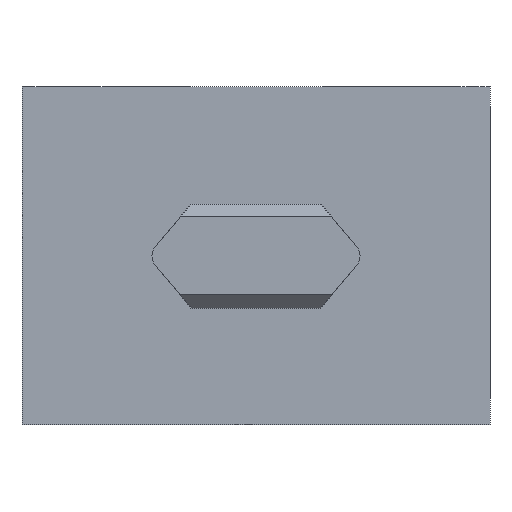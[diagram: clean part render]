
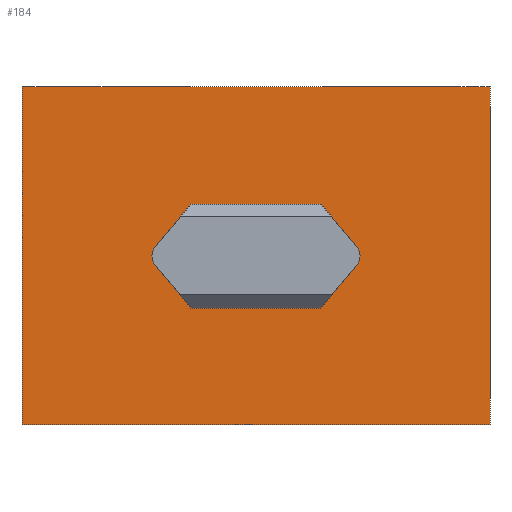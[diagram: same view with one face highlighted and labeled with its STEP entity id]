
A CAD part, front view. The second image highlights one B-rep face of the part: STEP entity #184.
In plain terms, the highlighted planar face has unit normal (0, -1, 0).
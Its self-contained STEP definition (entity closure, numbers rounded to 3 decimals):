
#184=ADVANCED_FACE('',(#243,#244),#245,.F.);
#243=FACE_OUTER_BOUND('',#370,.T.);
#244=FACE_BOUND('',#371,.T.);
#245=PLANE('',#372);
#370=EDGE_LOOP('',(#508,#509,#510,#511));
#371=EDGE_LOOP('',(#512,#513,#514,#515,#516,#517,#518,#519));
#372=AXIS2_PLACEMENT_3D('',#520,#521,#522);
#508=ORIENTED_EDGE('',*,*,#940,.T.);
#509=ORIENTED_EDGE('',*,*,#931,.F.);
#510=ORIENTED_EDGE('',*,*,#941,.F.);
#511=ORIENTED_EDGE('',*,*,#942,.T.);
#512=ORIENTED_EDGE('',*,*,#943,.T.);
#513=ORIENTED_EDGE('',*,*,#944,.T.);
#514=ORIENTED_EDGE('',*,*,#945,.T.);
#515=ORIENTED_EDGE('',*,*,#946,.T.);
#516=ORIENTED_EDGE('',*,*,#947,.T.);
#517=ORIENTED_EDGE('',*,*,#948,.T.);
#518=ORIENTED_EDGE('',*,*,#949,.T.);
#519=ORIENTED_EDGE('',*,*,#950,.T.);
#520=CARTESIAN_POINT('',(-18.0,0.0,13.0));
#521=DIRECTION('',(-0.0,1.0,0.0));
#522=DIRECTION('',(1.0,0.0,0.0));
#931=EDGE_CURVE('',#1068,#1063,#1070,.T.);
#940=EDGE_CURVE('',#1087,#1063,#1088,.T.);
#941=EDGE_CURVE('',#1089,#1068,#1090,.T.);
#942=EDGE_CURVE('',#1089,#1087,#1091,.T.);
#943=EDGE_CURVE('',#1092,#1093,#1094,.T.);
#944=EDGE_CURVE('',#1093,#1095,#1096,.T.);
#945=EDGE_CURVE('',#1095,#1097,#1098,.T.);
#946=EDGE_CURVE('',#1097,#1099,#1100,.T.);
#947=EDGE_CURVE('',#1099,#1101,#1102,.T.);
#948=EDGE_CURVE('',#1101,#1103,#1104,.T.);
#949=EDGE_CURVE('',#1103,#1105,#1106,.T.);
#950=EDGE_CURVE('',#1105,#1092,#1107,.T.);
#1063=VERTEX_POINT('',#1291);
#1068=VERTEX_POINT('',#1298);
#1070=LINE('',#1301,#1302);
#1087=VERTEX_POINT('',#1327);
#1088=LINE('',#1328,#1329);
#1089=VERTEX_POINT('',#1330);
#1090=LINE('',#1331,#1332);
#1091=LINE('',#1333,#1334);
#1092=VERTEX_POINT('',#1335);
#1093=VERTEX_POINT('',#1336);
#1094=CIRCLE('',#1337,4.0);
#1095=VERTEX_POINT('',#1338);
#1096=LINE('',#1339,#1340);
#1097=VERTEX_POINT('',#1341);
#1098=CIRCLE('',#1342,0.5);
#1099=VERTEX_POINT('',#1343);
#1100=LINE('',#1344,#1345);
#1101=VERTEX_POINT('',#1346);
#1102=CIRCLE('',#1347,4.0);
#1103=VERTEX_POINT('',#1348);
#1104=LINE('',#1349,#1350);
#1105=VERTEX_POINT('',#1351);
#1106=CIRCLE('',#1352,0.5);
#1107=LINE('',#1353,#1354);
#1291=CARTESIAN_POINT('',(18.0,0.0,-13.0));
#1298=CARTESIAN_POINT('',(18.0,0.0,13.0));
#1301=CARTESIAN_POINT('',(18.0,0.0,13.0));
#1302=VECTOR('',#1610,1.0);
#1327=CARTESIAN_POINT('',(-18.0,0.0,-13.0));
#1328=CARTESIAN_POINT('',(-18.0,0.0,-13.0));
#1329=VECTOR('',#1619,1.0);
#1330=CARTESIAN_POINT('',(-18.0,0.0,13.0));
#1331=CARTESIAN_POINT('',(-18.0,0.0,13.0));
#1332=VECTOR('',#1620,1.0);
#1333=CARTESIAN_POINT('',(-18.0,0.0,13.0));
#1334=VECTOR('',#1621,1.0);
#1335=CARTESIAN_POINT('',(2.828,0.0,-2.828));
#1336=CARTESIAN_POINT('',(-2.828,0.0,-2.828));
#1337=AXIS2_PLACEMENT_3D('',#1622,#1623,#1624);
#1338=CARTESIAN_POINT('',(-5.303,0.0,-0.354));
#1339=CARTESIAN_POINT('',(-2.828,0.0,-2.828));
#1340=VECTOR('',#1625,1.0);
#1341=CARTESIAN_POINT('',(-5.303,0.0,0.354));
#1342=AXIS2_PLACEMENT_3D('',#1626,#1627,#1628);
#1343=CARTESIAN_POINT('',(-2.828,0.0,2.828));
#1344=CARTESIAN_POINT('',(-5.303,0.0,0.354));
#1345=VECTOR('',#1629,1.0);
#1346=CARTESIAN_POINT('',(2.828,0.0,2.828));
#1347=AXIS2_PLACEMENT_3D('',#1630,#1631,#1632);
#1348=CARTESIAN_POINT('',(5.303,0.0,0.354));
#1349=CARTESIAN_POINT('',(2.828,0.0,2.828));
#1350=VECTOR('',#1633,1.0);
#1351=CARTESIAN_POINT('',(5.303,0.0,-0.354));
#1352=AXIS2_PLACEMENT_3D('',#1634,#1635,#1636);
#1353=CARTESIAN_POINT('',(5.303,0.0,-0.354));
#1354=VECTOR('',#1637,1.0);
#1610=DIRECTION('',(0.0,0.0,-1.0));
#1619=DIRECTION('',(1.0,0.0,0.0));
#1620=DIRECTION('',(1.0,0.0,0.0));
#1621=DIRECTION('',(0.0,0.0,-1.0));
#1622=CARTESIAN_POINT('',(0.0,0.0,0.));
#1623=DIRECTION('',(-0.0,1.0,0.0));
#1624=DIRECTION('',(1.0,0.0,0.0));
#1625=DIRECTION('',(-0.707,0.0,0.707));
#1626=CARTESIAN_POINT('',(-4.95,0.0,0.));
#1627=DIRECTION('',(-0.0,1.0,0.0));
#1628=DIRECTION('',(1.0,0.0,0.0));
#1629=DIRECTION('',(0.707,0.0,0.707));
#1630=CARTESIAN_POINT('',(0.0,0.0,0.));
#1631=DIRECTION('',(-0.0,1.0,0.0));
#1632=DIRECTION('',(1.0,0.0,0.0));
#1633=DIRECTION('',(0.707,0.0,-0.707));
#1634=CARTESIAN_POINT('',(4.95,0.0,0.));
#1635=DIRECTION('',(-0.0,1.0,0.0));
#1636=DIRECTION('',(1.0,0.0,0.0));
#1637=DIRECTION('',(-0.707,0.0,-0.707));
